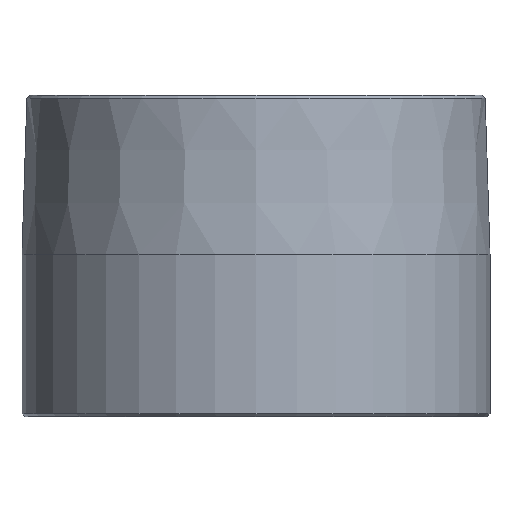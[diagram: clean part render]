
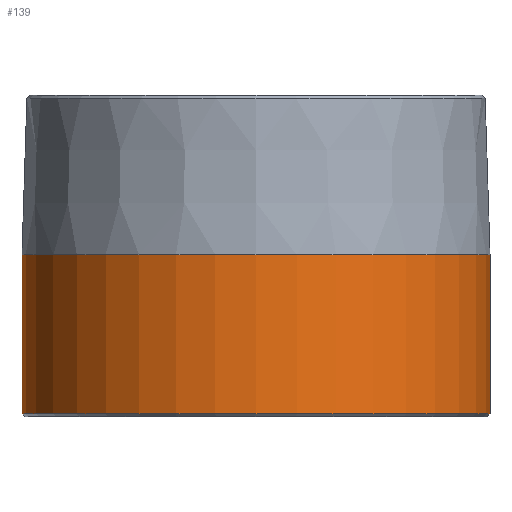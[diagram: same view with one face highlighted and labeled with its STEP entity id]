
A CAD part, front view. The second image highlights one B-rep face of the part: STEP entity #139.
In plain terms, the highlighted cylindrical face has radius 50.8 mm (diameter 101.6 mm), a partial arc.
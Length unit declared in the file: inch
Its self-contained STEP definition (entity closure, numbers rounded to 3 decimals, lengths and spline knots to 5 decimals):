
#2 = CIRCLE ( 'NONE', #199, 2. ) ;
#15 = VERTEX_POINT ( 'NONE', #381 ) ;
#32 = ORIENTED_EDGE ( 'NONE', *, *, #364, .T. ) ;
#33 = VERTEX_POINT ( 'NONE', #113 ) ;
#51 = CARTESIAN_POINT ( 'NONE',  ( 0., 0., 2.75 ) ) ;
#60 = DIRECTION ( 'NONE',  ( -1., 0., 0. ) ) ;
#86 = DIRECTION ( 'NONE',  ( 0., 0., -1. ) ) ;
#87 = DIRECTION ( 'NONE',  ( 1., 0., 0. ) ) ;
#98 = LINE ( 'NONE', #251, #480 ) ;
#113 = CARTESIAN_POINT ( 'NONE',  ( -2., 0., 1.385 ) ) ;
#123 = DIRECTION ( 'NONE',  ( -1., 0., 0. ) ) ;
#131 = CIRCLE ( 'NONE', #313, 2. ) ;
#139 = ADVANCED_FACE ( 'NONE', ( #475 ), #319, .T. ) ;
#178 = VERTEX_POINT ( 'NONE', #282 ) ;
#199 = AXIS2_PLACEMENT_3D ( 'NONE', #206, #449, #87 ) ;
#206 = CARTESIAN_POINT ( 'NONE',  ( 0., 0., 0.025 ) ) ;
#207 = ORIENTED_EDGE ( 'NONE', *, *, #483, .F. ) ;
#245 = ORIENTED_EDGE ( 'NONE', *, *, #311, .T. ) ;
#251 = CARTESIAN_POINT ( 'NONE',  ( -2., 0., 2.75 ) ) ;
#255 = CARTESIAN_POINT ( 'NONE',  ( 2., 0., 2.75 ) ) ;
#275 = VERTEX_POINT ( 'NONE', #327 ) ;
#282 = CARTESIAN_POINT ( 'NONE',  ( 2., 0., 0.025 ) ) ;
#284 = DIRECTION ( 'NONE',  ( 0., 0., -1. ) ) ;
#285 = EDGE_CURVE ( 'NONE', #33, #275, #98, .T. ) ;
#304 = VECTOR ( 'NONE', #369, 39.37008 ) ;
#311 = EDGE_CURVE ( 'NONE', #275, #178, #2, .T. ) ;
#313 = AXIS2_PLACEMENT_3D ( 'NONE', #326, #86, #60 ) ;
#319 = CYLINDRICAL_SURFACE ( 'NONE', #454, 2. ) ;
#326 = CARTESIAN_POINT ( 'NONE',  ( 0., 0., 1.385 ) ) ;
#327 = CARTESIAN_POINT ( 'NONE',  ( -2., 0., 0.025 ) ) ;
#329 = ORIENTED_EDGE ( 'NONE', *, *, #285, .T. ) ;
#364 = EDGE_CURVE ( 'NONE', #15, #33, #131, .T. ) ;
#369 = DIRECTION ( 'NONE',  ( 0., 0., -1. ) ) ;
#381 = CARTESIAN_POINT ( 'NONE',  ( 2., 0., 1.385 ) ) ;
#413 = DIRECTION ( 'NONE',  ( 0., 0., -1. ) ) ;
#449 = DIRECTION ( 'NONE',  ( 0., 0., 1. ) ) ;
#454 = AXIS2_PLACEMENT_3D ( 'NONE', #51, #284, #123 ) ;
#467 = LINE ( 'NONE', #255, #304 ) ;
#475 = FACE_OUTER_BOUND ( 'NONE', #476, .T. ) ;
#476 = EDGE_LOOP ( 'NONE', ( #207, #32, #329, #245 ) ) ;
#480 = VECTOR ( 'NONE', #413, 39.37008 ) ;
#483 = EDGE_CURVE ( 'NONE', #15, #178, #467, .T. ) ;
